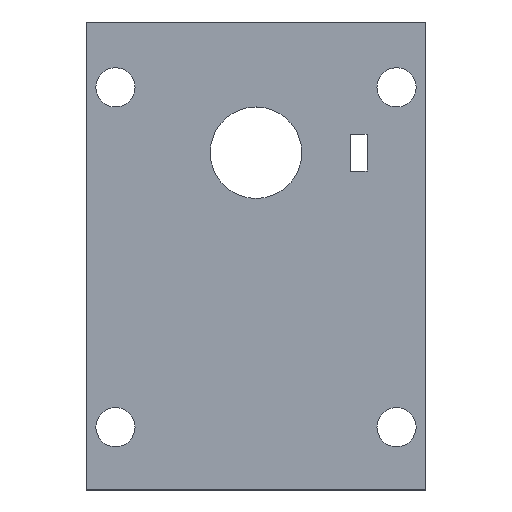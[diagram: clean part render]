
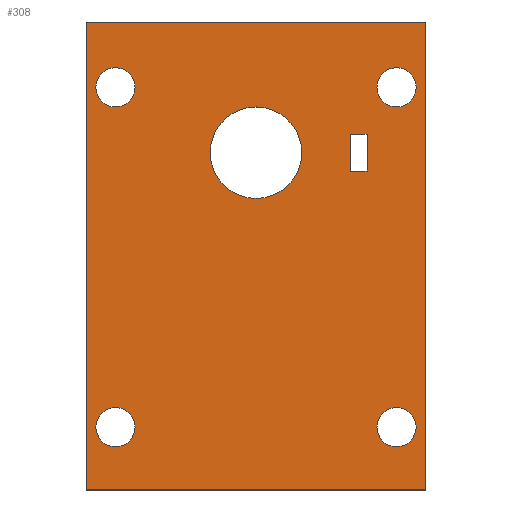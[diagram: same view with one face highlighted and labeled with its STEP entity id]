
A CAD part, top view. The second image highlights one B-rep face of the part: STEP entity #308.
In plain terms, the highlighted planar face has unit normal (0, 0, 1).
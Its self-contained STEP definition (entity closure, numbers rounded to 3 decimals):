
#15=FACE_BOUND('',#66,.T.);
#16=FACE_BOUND('',#67,.T.);
#17=FACE_BOUND('',#68,.T.);
#18=FACE_BOUND('',#69,.T.);
#19=FACE_BOUND('',#70,.T.);
#20=FACE_BOUND('',#71,.T.);
#35=PLANE('',#347);
#50=FACE_OUTER_BOUND('',#65,.T.);
#65=EDGE_LOOP('',(#264,#265,#266,#267));
#66=EDGE_LOOP('',(#268));
#67=EDGE_LOOP('',(#269));
#68=EDGE_LOOP('',(#270));
#69=EDGE_LOOP('',(#271,#272,#273,#274));
#70=EDGE_LOOP('',(#275));
#71=EDGE_LOOP('',(#276));
#83=LINE('',#450,#112);
#86=LINE('',#456,#115);
#89=LINE('',#462,#118);
#92=LINE('',#466,#121);
#98=LINE('',#492,#127);
#101=LINE('',#498,#130);
#104=LINE('',#504,#133);
#107=LINE('',#508,#136);
#112=VECTOR('',#369,10.);
#115=VECTOR('',#374,10.);
#118=VECTOR('',#379,10.);
#121=VECTOR('',#384,10.);
#127=VECTOR('',#410,10.);
#130=VECTOR('',#415,10.);
#133=VECTOR('',#420,10.);
#136=VECTOR('',#425,10.);
#137=CIRCLE('',#325,3.5);
#139=CIRCLE('',#328,1.5);
#141=CIRCLE('',#335,1.5);
#143=CIRCLE('',#338,1.5);
#145=CIRCLE('',#341,1.5);
#147=VERTEX_POINT('',#432);
#149=VERTEX_POINT('',#438);
#153=VERTEX_POINT('',#447);
#154=VERTEX_POINT('',#449);
#156=VERTEX_POINT('',#455);
#158=VERTEX_POINT('',#461);
#159=VERTEX_POINT('',#468);
#161=VERTEX_POINT('',#474);
#163=VERTEX_POINT('',#480);
#167=VERTEX_POINT('',#489);
#168=VERTEX_POINT('',#491);
#170=VERTEX_POINT('',#497);
#172=VERTEX_POINT('',#503);
#173=EDGE_CURVE('',#147,#147,#137,.T.);
#176=EDGE_CURVE('',#149,#149,#139,.T.);
#181=EDGE_CURVE('',#154,#153,#83,.T.);
#184=EDGE_CURVE('',#156,#154,#86,.T.);
#187=EDGE_CURVE('',#158,#156,#89,.T.);
#190=EDGE_CURVE('',#153,#158,#92,.T.);
#191=EDGE_CURVE('',#159,#159,#141,.T.);
#194=EDGE_CURVE('',#161,#161,#143,.T.);
#197=EDGE_CURVE('',#163,#163,#145,.T.);
#202=EDGE_CURVE('',#168,#167,#98,.T.);
#205=EDGE_CURVE('',#170,#168,#101,.T.);
#208=EDGE_CURVE('',#172,#170,#104,.T.);
#211=EDGE_CURVE('',#167,#172,#107,.T.);
#264=ORIENTED_EDGE('',*,*,#211,.T.);
#265=ORIENTED_EDGE('',*,*,#208,.T.);
#266=ORIENTED_EDGE('',*,*,#205,.T.);
#267=ORIENTED_EDGE('',*,*,#202,.T.);
#268=ORIENTED_EDGE('',*,*,#197,.T.);
#269=ORIENTED_EDGE('',*,*,#194,.T.);
#270=ORIENTED_EDGE('',*,*,#191,.T.);
#271=ORIENTED_EDGE('',*,*,#190,.T.);
#272=ORIENTED_EDGE('',*,*,#187,.T.);
#273=ORIENTED_EDGE('',*,*,#184,.T.);
#274=ORIENTED_EDGE('',*,*,#181,.T.);
#275=ORIENTED_EDGE('',*,*,#176,.T.);
#276=ORIENTED_EDGE('',*,*,#173,.T.);
#308=ADVANCED_FACE('',(#50,#15,#16,#17,#18,#19,#20),#35,.T.);
#325=AXIS2_PLACEMENT_3D('',#433,#353,#354);
#328=AXIS2_PLACEMENT_3D('',#439,#360,#361);
#335=AXIS2_PLACEMENT_3D('',#469,#387,#388);
#338=AXIS2_PLACEMENT_3D('',#475,#394,#395);
#341=AXIS2_PLACEMENT_3D('',#481,#401,#402);
#347=AXIS2_PLACEMENT_3D('',#509,#426,#427);
#353=DIRECTION('center_axis',(0.,0.,-1.));
#354=DIRECTION('ref_axis',(1.,0.,0.));
#360=DIRECTION('center_axis',(0.,0.,-1.));
#361=DIRECTION('ref_axis',(1.,0.,0.));
#369=DIRECTION('',(1.,0.,0.));
#374=DIRECTION('',(0.,1.,0.));
#379=DIRECTION('',(-1.,0.,0.));
#384=DIRECTION('',(0.,-1.,0.));
#387=DIRECTION('center_axis',(0.,0.,-1.));
#388=DIRECTION('ref_axis',(1.,0.,0.));
#394=DIRECTION('center_axis',(0.,0.,-1.));
#395=DIRECTION('ref_axis',(1.,0.,0.));
#401=DIRECTION('center_axis',(0.,0.,-1.));
#402=DIRECTION('ref_axis',(1.,0.,0.));
#410=DIRECTION('',(-1.,0.,0.));
#415=DIRECTION('',(0.,1.,0.));
#420=DIRECTION('',(1.,0.,0.));
#425=DIRECTION('',(0.,-1.,0.));
#426=DIRECTION('center_axis',(0.,0.,1.));
#427=DIRECTION('ref_axis',(1.,0.,0.));
#432=CARTESIAN_POINT('',(9.5,25.8,2.));
#433=CARTESIAN_POINT('Origin',(13.,25.8,2.));
#438=CARTESIAN_POINT('',(22.25,4.8,2.));
#439=CARTESIAN_POINT('Origin',(23.75,4.8,2.));
#447=CARTESIAN_POINT('',(21.5,27.2,2.));
#449=CARTESIAN_POINT('',(20.2,27.2,2.));
#450=CARTESIAN_POINT('',(21.5,27.2,2.));
#455=CARTESIAN_POINT('',(20.2,24.4,2.));
#456=CARTESIAN_POINT('',(20.2,27.2,2.));
#461=CARTESIAN_POINT('',(21.5,24.4,2.));
#462=CARTESIAN_POINT('',(20.2,24.4,2.));
#466=CARTESIAN_POINT('',(21.5,24.4,2.));
#468=CARTESIAN_POINT('',(0.75,30.8,2.));
#469=CARTESIAN_POINT('Origin',(2.25,30.8,2.));
#474=CARTESIAN_POINT('',(0.75,4.8,2.));
#475=CARTESIAN_POINT('Origin',(2.25,4.8,2.));
#480=CARTESIAN_POINT('',(22.25,30.8,2.));
#481=CARTESIAN_POINT('Origin',(23.75,30.8,2.));
#489=CARTESIAN_POINT('',(0.,35.8,2.));
#491=CARTESIAN_POINT('',(26.,35.8,2.));
#492=CARTESIAN_POINT('',(26.,35.8,2.));
#497=CARTESIAN_POINT('',(26.,0.,2.));
#498=CARTESIAN_POINT('',(26.,0.,2.));
#503=CARTESIAN_POINT('',(0.,0.,2.));
#504=CARTESIAN_POINT('',(0.,0.,2.));
#508=CARTESIAN_POINT('',(0.,35.8,2.));
#509=CARTESIAN_POINT('Origin',(13.,17.9,2.));
